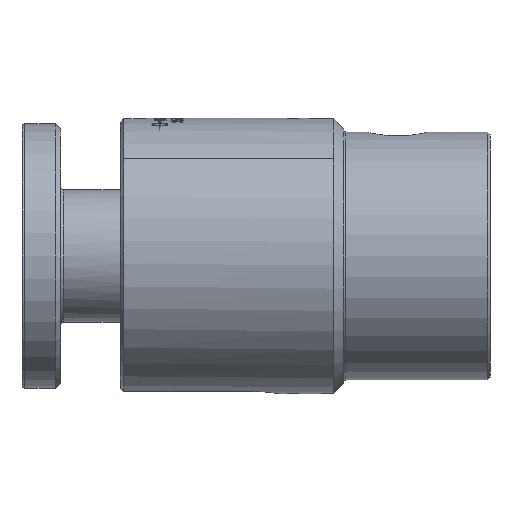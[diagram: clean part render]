
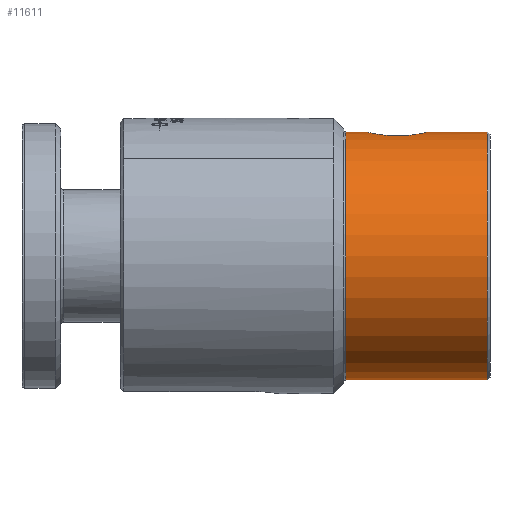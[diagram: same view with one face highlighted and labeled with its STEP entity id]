
A CAD part, front view. The second image highlights one B-rep face of the part: STEP entity #11611.
In plain terms, the highlighted cylindrical face has radius 37.85 mm (diameter 75.7 mm), a full revolution.
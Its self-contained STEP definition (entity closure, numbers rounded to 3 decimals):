
#715=FACE_BOUND('',#4254,.T.);
#1649=LINE('',#24266,#2287);
#2287=VECTOR('',#15996,37.85);
#2831=CIRCLE('',#12872,37.85);
#2832=CIRCLE('',#12873,37.85);
#2834=CIRCLE('',#12877,37.85);
#2835=CIRCLE('',#12878,37.85);
#3504=FACE_OUTER_BOUND('',#4253,.T.);
#4253=EDGE_LOOP('',(#10594,#10595,#10596,#10597,#10598,#10599));
#4254=EDGE_LOOP('',(#10600,#10601));
#4557=B_SPLINE_CURVE_WITH_KNOTS('',3,(#24155,#24156,#24157,#24158,#24159,
#24160,#24161,#24162,#24163,#24164,#24165,#24166,#24167,#24168,#24169,#24170,
#24171,#24172),.UNSPECIFIED.,.F.,.F.,(4,2,2,2,2,2,2,2,4),(1.384,
1.73,2.077,2.422,2.767,3.112,
3.458,3.804,4.151),.UNSPECIFIED.);
#4558=B_SPLINE_CURVE_WITH_KNOTS('',3,(#24173,#24174,#24175,#24176,#24177,
#24178,#24179,#24180,#24181,#24182,#24183,#24184,#24185,#24186,#24187,#24188,
#24189,#24190,#24191),.UNSPECIFIED.,.F.,.F.,(4,2,2,2,3,2,2,2,4),(4.151,
4.497,4.843,5.189,5.534,5.879,
6.224,6.571,6.918),.UNSPECIFIED.);
#5621=VERTEX_POINT('',#24152);
#5622=VERTEX_POINT('',#24154);
#5640=VERTEX_POINT('',#24253);
#5641=VERTEX_POINT('',#24254);
#5643=VERTEX_POINT('',#24262);
#5644=VERTEX_POINT('',#24263);
#7287=EDGE_CURVE('',#5622,#5621,#4557,.T.);
#7288=EDGE_CURVE('',#5621,#5622,#4558,.T.);
#7319=EDGE_CURVE('',#5640,#5641,#2831,.T.);
#7320=EDGE_CURVE('',#5641,#5640,#2832,.T.);
#7323=EDGE_CURVE('',#5643,#5644,#2834,.T.);
#7324=EDGE_CURVE('',#5644,#5643,#2835,.T.);
#7325=EDGE_CURVE('',#5644,#5641,#1649,.T.);
#10594=ORIENTED_EDGE('',*,*,#7323,.F.);
#10595=ORIENTED_EDGE('',*,*,#7324,.F.);
#10596=ORIENTED_EDGE('',*,*,#7325,.T.);
#10597=ORIENTED_EDGE('',*,*,#7319,.F.);
#10598=ORIENTED_EDGE('',*,*,#7320,.F.);
#10599=ORIENTED_EDGE('',*,*,#7325,.F.);
#10600=ORIENTED_EDGE('',*,*,#7287,.T.);
#10601=ORIENTED_EDGE('',*,*,#7288,.T.);
#11013=CYLINDRICAL_SURFACE('',#12876,37.85);
#11611=ADVANCED_FACE('',(#3504,#715),#11013,.T.);
#12872=AXIS2_PLACEMENT_3D('',#24255,#15981,#15982);
#12873=AXIS2_PLACEMENT_3D('',#24256,#15983,#15984);
#12876=AXIS2_PLACEMENT_3D('',#24261,#15990,#15991);
#12877=AXIS2_PLACEMENT_3D('',#24264,#15992,#15993);
#12878=AXIS2_PLACEMENT_3D('',#24265,#15994,#15995);
#15981=DIRECTION('center_axis',(1.,0.,0.));
#15982=DIRECTION('ref_axis',(0.,-1.,0.));
#15983=DIRECTION('center_axis',(1.,0.,0.));
#15984=DIRECTION('ref_axis',(0.,-1.,0.));
#15990=DIRECTION('center_axis',(-1.,0.,0.));
#15991=DIRECTION('ref_axis',(0.,1.,0.));
#15992=DIRECTION('center_axis',(-1.,0.,0.));
#15993=DIRECTION('ref_axis',(0.,1.,0.));
#15994=DIRECTION('center_axis',(-1.,0.,0.));
#15995=DIRECTION('ref_axis',(0.,1.,0.));
#15996=DIRECTION('',(1.,0.,0.));
#24152=CARTESIAN_POINT('',(104.869,0.,37.85));
#24154=CARTESIAN_POINT('',(123.191,0.,37.85));
#24155=CARTESIAN_POINT('Ctrl Pts',(123.191,0.,
37.85));
#24156=CARTESIAN_POINT('Ctrl Pts',(123.191,-1.155,37.85));
#24157=CARTESIAN_POINT('Ctrl Pts',(122.957,-2.384,37.792));
#24158=CARTESIAN_POINT('Ctrl Pts',(122.015,-4.637,37.582));
#24159=CARTESIAN_POINT('Ctrl Pts',(121.306,-5.661,37.433));
#24160=CARTESIAN_POINT('Ctrl Pts',(119.681,-7.273,37.154));
#24161=CARTESIAN_POINT('Ctrl Pts',(118.655,-7.97,37.004));
#24162=CARTESIAN_POINT('Ctrl Pts',(116.405,-8.897,36.793));
#24163=CARTESIAN_POINT('Ctrl Pts',(115.18,-9.126,36.733));
#24164=CARTESIAN_POINT('Ctrl Pts',(112.879,-9.126,36.733));
#24165=CARTESIAN_POINT('Ctrl Pts',(111.653,-8.896,36.793));
#24166=CARTESIAN_POINT('Ctrl Pts',(109.402,-7.969,37.005));
#24167=CARTESIAN_POINT('Ctrl Pts',(108.376,-7.27,37.154));
#24168=CARTESIAN_POINT('Ctrl Pts',(106.751,-5.658,37.434));
#24169=CARTESIAN_POINT('Ctrl Pts',(106.044,-4.634,37.582));
#24170=CARTESIAN_POINT('Ctrl Pts',(105.103,-2.382,37.792));
#24171=CARTESIAN_POINT('Ctrl Pts',(104.869,-1.155,37.85));
#24172=CARTESIAN_POINT('Ctrl Pts',(104.869,0.,
37.85));
#24173=CARTESIAN_POINT('Ctrl Pts',(104.869,0.,
37.85));
#24174=CARTESIAN_POINT('Ctrl Pts',(104.869,1.155,37.85));
#24175=CARTESIAN_POINT('Ctrl Pts',(105.103,2.382,37.792));
#24176=CARTESIAN_POINT('Ctrl Pts',(106.044,4.634,37.582));
#24177=CARTESIAN_POINT('Ctrl Pts',(106.751,5.658,37.434));
#24178=CARTESIAN_POINT('Ctrl Pts',(108.376,7.27,37.154));
#24179=CARTESIAN_POINT('Ctrl Pts',(109.402,7.969,37.005));
#24180=CARTESIAN_POINT('Ctrl Pts',(111.653,8.896,36.793));
#24181=CARTESIAN_POINT('Ctrl Pts',(112.879,9.126,36.733));
#24182=CARTESIAN_POINT('Ctrl Pts',(114.03,9.126,36.733));
#24183=CARTESIAN_POINT('Ctrl Pts',(115.18,9.126,36.733));
#24184=CARTESIAN_POINT('Ctrl Pts',(116.405,8.897,36.793));
#24185=CARTESIAN_POINT('Ctrl Pts',(118.655,7.97,37.004));
#24186=CARTESIAN_POINT('Ctrl Pts',(119.681,7.273,37.154));
#24187=CARTESIAN_POINT('Ctrl Pts',(121.306,5.661,37.433));
#24188=CARTESIAN_POINT('Ctrl Pts',(122.015,4.637,37.582));
#24189=CARTESIAN_POINT('Ctrl Pts',(122.957,2.384,37.792));
#24190=CARTESIAN_POINT('Ctrl Pts',(123.191,1.155,37.85));
#24191=CARTESIAN_POINT('Ctrl Pts',(123.191,0.,
37.85));
#24253=CARTESIAN_POINT('',(141.63,37.85,0.));
#24254=CARTESIAN_POINT('',(141.63,-37.85,0.));
#24255=CARTESIAN_POINT('Origin',(141.63,0.,0.));
#24256=CARTESIAN_POINT('Origin',(141.63,0.,0.));
#24261=CARTESIAN_POINT('Origin',(120.33,0.,0.));
#24262=CARTESIAN_POINT('',(98.23,37.85,0.));
#24263=CARTESIAN_POINT('',(98.23,-37.85,0.));
#24264=CARTESIAN_POINT('Origin',(98.23,0.,0.));
#24265=CARTESIAN_POINT('Origin',(98.23,0.,0.));
#24266=CARTESIAN_POINT('',(120.33,-37.85,0.));
